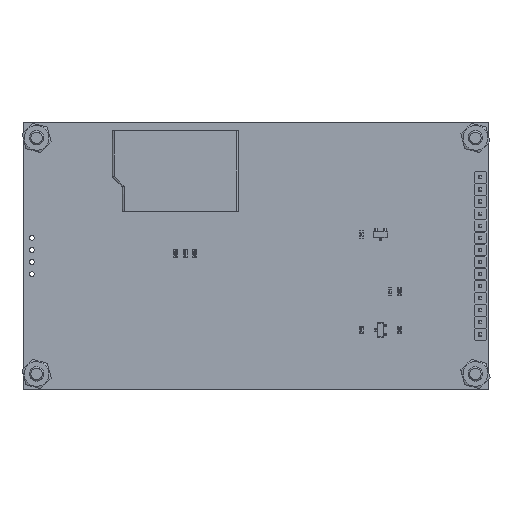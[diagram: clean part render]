
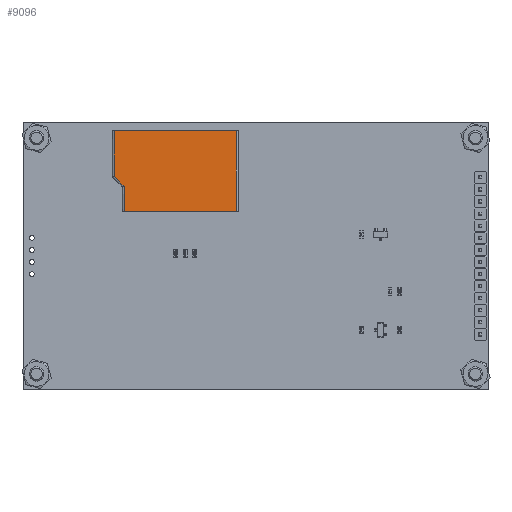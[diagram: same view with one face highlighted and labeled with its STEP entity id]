
A CAD part, top view. The second image highlights one B-rep face of the part: STEP entity #9096.
In plain terms, the highlighted face is planar.
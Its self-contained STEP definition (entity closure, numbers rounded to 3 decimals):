
#1867=FACE_OUTER_BOUND('',#2407,.T.);
#2407=EDGE_LOOP('',(#8005,#8006,#8007,#8008,#8009,#8010));
#3143=LINE('',#22325,#3846);
#3145=LINE('',#22331,#3848);
#3149=LINE('',#22341,#3852);
#3150=LINE('',#22343,#3853);
#3151=LINE('',#22345,#3854);
#3152=LINE('',#22346,#3855);
#3846=VECTOR('',#12092,1.);
#3848=VECTOR('',#12098,1.);
#3852=VECTOR('',#12106,1.);
#3853=VECTOR('',#12107,1.);
#3854=VECTOR('',#12108,1.);
#3855=VECTOR('',#12109,1.);
#4568=VERTEX_POINT('',#22322);
#4569=VERTEX_POINT('',#22324);
#4571=VERTEX_POINT('',#22330);
#4575=VERTEX_POINT('',#22340);
#4576=VERTEX_POINT('',#22342);
#4577=VERTEX_POINT('',#22344);
#5738=EDGE_CURVE('',#4568,#4569,#3143,.T.);
#5741=EDGE_CURVE('',#4571,#4569,#3145,.T.);
#5746=EDGE_CURVE('',#4568,#4575,#3149,.T.);
#5747=EDGE_CURVE('',#4576,#4575,#3150,.T.);
#5748=EDGE_CURVE('',#4577,#4576,#3151,.T.);
#5749=EDGE_CURVE('',#4571,#4577,#3152,.T.);
#8005=ORIENTED_EDGE('',*,*,#5738,.F.);
#8006=ORIENTED_EDGE('',*,*,#5746,.T.);
#8007=ORIENTED_EDGE('',*,*,#5747,.F.);
#8008=ORIENTED_EDGE('',*,*,#5748,.F.);
#8009=ORIENTED_EDGE('',*,*,#5749,.F.);
#8010=ORIENTED_EDGE('',*,*,#5741,.T.);
#8615=PLANE('',#10190);
#9096=ADVANCED_FACE('',(#1867),#8615,.T.);
#10190=AXIS2_PLACEMENT_3D('',#22339,#12104,#12105);
#12092=DIRECTION('',(-1.,0.,0.));
#12098=DIRECTION('',(0.,1.,0.));
#12104=DIRECTION('center_axis',(0.,0.,-1.));
#12105=DIRECTION('ref_axis',(-1.,0.,0.));
#12106=DIRECTION('',(0.,-1.,0.));
#12107=DIRECTION('',(1.,0.,0.));
#12108=DIRECTION('',(0.707,-0.707,0.));
#12109=DIRECTION('',(1.,0.,0.));
#22322=CARTESIAN_POINT('',(42.86,-51.25,-2.7));
#22324=CARTESIAN_POINT('',(25.86,-51.25,-2.7));
#22325=CARTESIAN_POINT('',(30.11,-51.25,-2.7));
#22330=CARTESIAN_POINT('',(25.86,-74.85,-2.7));
#22331=CARTESIAN_POINT('',(25.86,-77.35,-2.7));
#22339=CARTESIAN_POINT('Origin',(34.36,-64.1,-2.7));
#22340=CARTESIAN_POINT('',(42.86,-76.95,-2.7));
#22341=CARTESIAN_POINT('',(42.86,-50.85,-2.7));
#22342=CARTESIAN_POINT('',(33.226,-76.95,-2.7));
#22343=CARTESIAN_POINT('',(38.61,-76.95,-2.7));
#22344=CARTESIAN_POINT('',(31.126,-74.85,-2.7));
#22345=CARTESIAN_POINT('',(30.355,-74.08,-2.7));
#22346=CARTESIAN_POINT('',(32.66,-74.85,-2.7));
